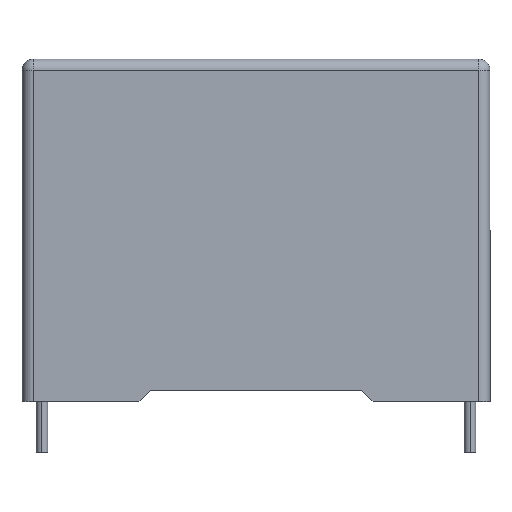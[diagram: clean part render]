
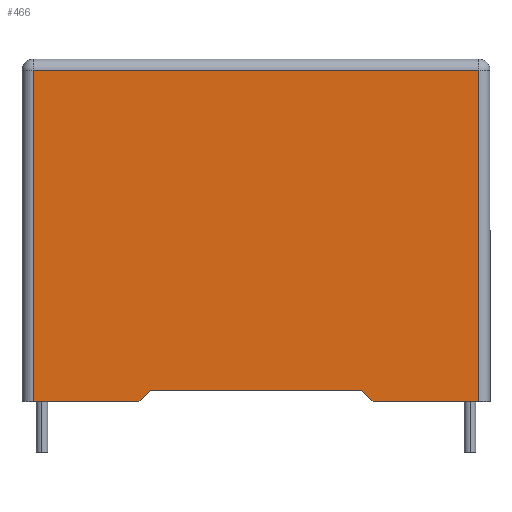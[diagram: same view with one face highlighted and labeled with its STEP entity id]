
A CAD part, top view. The second image highlights one B-rep face of the part: STEP entity #466.
In plain terms, the highlighted planar face has unit normal (0, 0, 1).
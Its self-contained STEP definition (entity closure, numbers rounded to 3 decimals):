
#3 = LINE ( 'NONE', #434, #581 ) ;
#9 = CARTESIAN_POINT ( 'NONE',  ( -10.25, 0., 7.5 ) ) ;
#12 = EDGE_LOOP ( 'NONE', ( #589, #37, #744, #932, #1057, #1168, #1283, #787 ) ) ;
#37 = ORIENTED_EDGE ( 'NONE', *, *, #365, .T. ) ;
#63 = CARTESIAN_POINT ( 'NONE',  ( -19.5, 0., 7.5 ) ) ;
#64 = LINE ( 'NONE', #63, #924 ) ;
#243 = EDGE_CURVE ( 'NONE', #1376, #1137, #982, .T. ) ;
#253 = VECTOR ( 'NONE', #1092, 1000. ) ;
#278 = DIRECTION ( 'NONE',  ( 0.707, -0.707, 0. ) ) ;
#291 = EDGE_CURVE ( 'NONE', #1137, #334, #3, .T. ) ;
#292 = VERTEX_POINT ( 'NONE', #1096 ) ;
#308 = CARTESIAN_POINT ( 'NONE',  ( -19.5, 29., 7.5 ) ) ;
#322 = PLANE ( 'NONE',  #729 ) ;
#324 = VERTEX_POINT ( 'NONE', #1451 ) ;
#334 = VERTEX_POINT ( 'NONE', #872 ) ;
#365 = EDGE_CURVE ( 'NONE', #324, #292, #64, .T. ) ;
#419 = CARTESIAN_POINT ( 'NONE',  ( 10.25, 0., 7.5 ) ) ;
#434 = CARTESIAN_POINT ( 'NONE',  ( -9.25, 1., 7.5 ) ) ;
#442 = LINE ( 'NONE', #308, #253 ) ;
#453 = DIRECTION ( 'NONE',  ( 0., 0., 1. ) ) ;
#466 = ADVANCED_FACE ( 'NONE', ( #888 ), #322, .T. ) ;
#494 = CARTESIAN_POINT ( 'NONE',  ( 9.25, 1., 7.5 ) ) ;
#554 = DIRECTION ( 'NONE',  ( 1., 0., 0. ) ) ;
#574 = EDGE_CURVE ( 'NONE', #772, #324, #442, .T. ) ;
#577 = CARTESIAN_POINT ( 'NONE',  ( 19.5, 29., 7.5 ) ) ;
#581 = VECTOR ( 'NONE', #1462, 1000. ) ;
#589 = ORIENTED_EDGE ( 'NONE', *, *, #574, .T. ) ;
#595 = VECTOR ( 'NONE', #880, 1000. ) ;
#605 = CARTESIAN_POINT ( 'NONE',  ( 19.5, 29., 7.5 ) ) ;
#675 = VECTOR ( 'NONE', #1101, 1000. ) ;
#694 = LINE ( 'NONE', #1243, #1270 ) ;
#721 = DIRECTION ( 'NONE',  ( 0., 1., 0. ) ) ;
#729 = AXIS2_PLACEMENT_3D ( 'NONE', #1245, #453, #769 ) ;
#737 = CARTESIAN_POINT ( 'NONE',  ( -10.25, 0., 7.5 ) ) ;
#744 = ORIENTED_EDGE ( 'NONE', *, *, #1111, .T. ) ;
#745 = EDGE_CURVE ( 'NONE', #1414, #772, #1337, .T. ) ;
#766 = CARTESIAN_POINT ( 'NONE',  ( -9.25, 1., 7.5 ) ) ;
#769 = DIRECTION ( 'NONE',  ( 1., 0., 0. ) ) ;
#772 = VERTEX_POINT ( 'NONE', #605 ) ;
#787 = ORIENTED_EDGE ( 'NONE', *, *, #745, .T. ) ;
#848 = CARTESIAN_POINT ( 'NONE',  ( 19.5, 0., 7.5 ) ) ;
#872 = CARTESIAN_POINT ( 'NONE',  ( 9.25, 1., 7.5 ) ) ;
#880 = DIRECTION ( 'NONE',  ( 1., 0., 0. ) ) ;
#888 = FACE_OUTER_BOUND ( 'NONE', #12, .T. ) ;
#903 = LINE ( 'NONE', #419, #595 ) ;
#924 = VECTOR ( 'NONE', #1345, 1000. ) ;
#932 = ORIENTED_EDGE ( 'NONE', *, *, #243, .T. ) ;
#982 = LINE ( 'NONE', #737, #675 ) ;
#1037 = EDGE_CURVE ( 'NONE', #1328, #1414, #903, .T. ) ;
#1054 = VECTOR ( 'NONE', #278, 1000. ) ;
#1057 = ORIENTED_EDGE ( 'NONE', *, *, #291, .T. ) ;
#1092 = DIRECTION ( 'NONE',  ( -1., 0., 0. ) ) ;
#1096 = CARTESIAN_POINT ( 'NONE',  ( -19.5, 0., 7.5 ) ) ;
#1101 = DIRECTION ( 'NONE',  ( 0.707, 0.707, 0. ) ) ;
#1111 = EDGE_CURVE ( 'NONE', #292, #1376, #694, .T. ) ;
#1137 = VERTEX_POINT ( 'NONE', #766 ) ;
#1168 = ORIENTED_EDGE ( 'NONE', *, *, #1447, .T. ) ;
#1215 = CARTESIAN_POINT ( 'NONE',  ( 10.25, 0., 7.5 ) ) ;
#1243 = CARTESIAN_POINT ( 'NONE',  ( -20.5, 0., 7.5 ) ) ;
#1245 = CARTESIAN_POINT ( 'NONE',  ( 19.5, 29., 7.5 ) ) ;
#1270 = VECTOR ( 'NONE', #554, 1000. ) ;
#1283 = ORIENTED_EDGE ( 'NONE', *, *, #1037, .T. ) ;
#1328 = VERTEX_POINT ( 'NONE', #1215 ) ;
#1337 = LINE ( 'NONE', #577, #1354 ) ;
#1345 = DIRECTION ( 'NONE',  ( 0., -1., 0. ) ) ;
#1354 = VECTOR ( 'NONE', #721, 1000. ) ;
#1356 = LINE ( 'NONE', #494, #1054 ) ;
#1376 = VERTEX_POINT ( 'NONE', #9 ) ;
#1414 = VERTEX_POINT ( 'NONE', #848 ) ;
#1447 = EDGE_CURVE ( 'NONE', #334, #1328, #1356, .T. ) ;
#1451 = CARTESIAN_POINT ( 'NONE',  ( -19.5, 29., 7.5 ) ) ;
#1462 = DIRECTION ( 'NONE',  ( 1., 0., 0. ) ) ;
